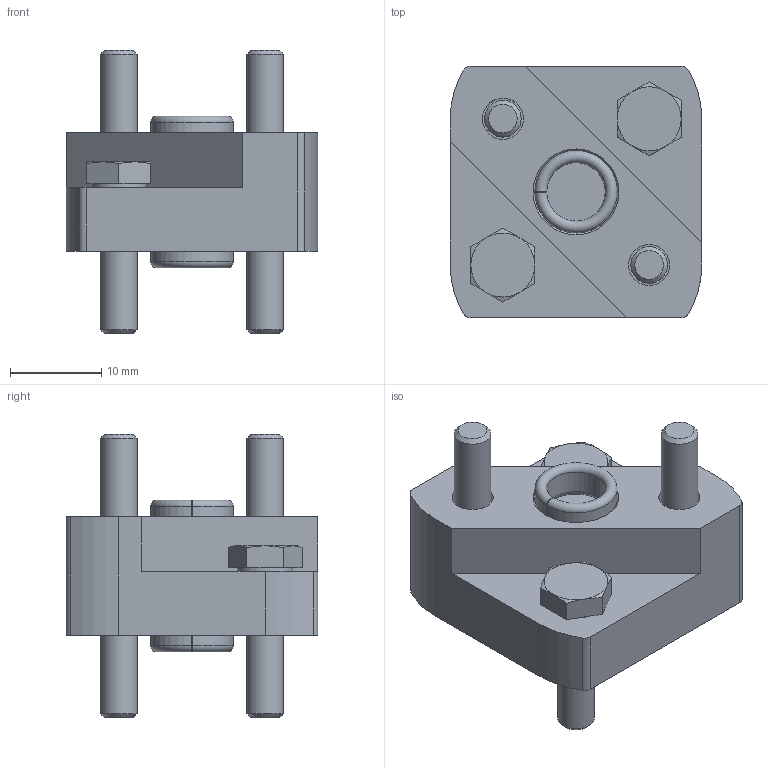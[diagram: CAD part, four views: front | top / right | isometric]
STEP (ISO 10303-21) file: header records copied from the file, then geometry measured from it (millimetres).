
FILE_DESCRIPTION(/* description */ ('STEP AP214'),/* implementation_level */ '2;1');
FILE_NAME(/* name */ '537263_DPNA-12',/* time_stamp */ '2024-08-20T22:22:35+02:00',/* author */ ('License CC BY-ND 4.0'),/* organization */ ('CADENAS'),/* preprocessor_version */ 'ST-DEVELOPER v19.3',/* originating_system */ 'PARTsolutions',/* authorisation */ ' ');
FILE_SCHEMA (('AUTOMOTIVE_DESIGN {1 0 10303 214 3 1 1}'));
Length unit declared in the file: millimetre
Products named in the file (5): 537263 DPNA-12; 537263 DPNA-12---(P); DIN-7984 - M4x16(F); Hexagon bolt DIN 933 - M4x16; 8137184 ZBH-9-B
Assembly tree (7 placements, depth 2):
  537263 DPNA-12
    537263 DPNA-12---(P)
    DIN-7984 - M4x16(F)  x2
    Hexagon bolt DIN 933 - M4x16  x2
    8137184 ZBH-9-B  x2
Bounding box: 27.5 x 27.5 x 31 mm (x, y, z)
Volume: 7599.8 mm3; surface area: 5268.3 mm2
Topology: 7 solids, 7 shells, 112 faces, 236 edges, 150 vertices
Faces by surface type: plane 58, cylinder 28, cone 18, torus 8
Full cylindrical faces by diameter (mm): 4 x4, 4.5 x4, 6.03 x2, 7 x2, 8 x2, 9 x2
Entity records: 2066 total; most frequent: CARTESIAN_POINT 378, DIRECTION 338, ORIENTED_EDGE 276, EDGE_CURVE 138, AXIS2_PLACEMENT_3D 136, EDGE_LOOP 106, FACE_BOUND 106, VERTEX_POINT 100
